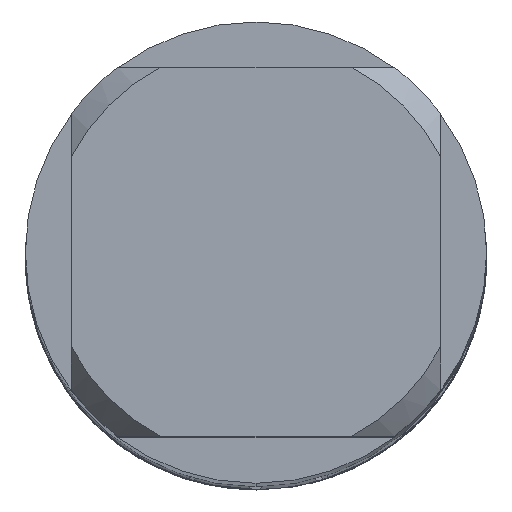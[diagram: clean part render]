
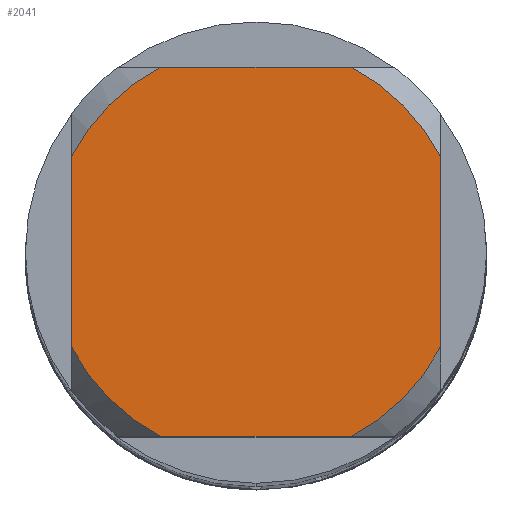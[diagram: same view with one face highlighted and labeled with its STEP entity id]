
A CAD part, top view. The second image highlights one B-rep face of the part: STEP entity #2041.
In plain terms, the highlighted planar face has unit normal (0, 0, 1).
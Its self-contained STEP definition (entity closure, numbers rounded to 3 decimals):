
#1541=EDGE_CURVE('',#3541,#2131,#4321,.T.);
#2041=ADVANCED_FACE('',(#4858),#4859,.T.);
#2091=EDGE_CURVE('',#3417,#3767,#4913,.T.);
#2131=VERTEX_POINT('',#4954);
#2235=EDGE_CURVE('',#3417,#3551,#5070,.T.);
#2263=EDGE_CURVE('',#3541,#2595,#5100,.T.);
#2269=EDGE_CURVE('',#3393,#3551,#5107,.T.);
#2357=EDGE_CURVE('',#4119,#2131,#5207,.T.);
#2595=VERTEX_POINT('',#5466);
#2805=EDGE_CURVE('',#4119,#3767,#5688,.T.);
#3059=EDGE_CURVE('',#3393,#2595,#5963,.T.);
#3393=VERTEX_POINT('',#6336);
#3417=VERTEX_POINT('',#6360);
#3541=VERTEX_POINT('',#6497);
#3551=VERTEX_POINT('',#6507);
#3767=VERTEX_POINT('',#6750);
#4119=VERTEX_POINT('',#7132);
#4321=CIRCLE('',#7496,4.5);
#4858=FACE_OUTER_BOUND('',#8668,.T.);
#4859=PLANE('',#8669);
#4913=LINE('',#8801,#8802);
#4954=CARTESIAN_POINT('',(-4.0,-2.062,0.0));
#5070=CIRCLE('',#9206,4.5);
#5100=LINE('',#9267,#9268);
#5107=LINE('',#9277,#9278);
#5207=LINE('',#9481,#9482);
#5466=CARTESIAN_POINT('',(2.062,-4.0,0.0));
#5688=CIRCLE('',#10985,4.5);
#5963=CIRCLE('',#11930,4.5);
#6336=CARTESIAN_POINT('',(4.0,-2.062,0.0));
#6360=CARTESIAN_POINT('',(2.062,4.0,0.0));
#6497=CARTESIAN_POINT('',(-2.062,-4.0,0.0));
#6507=CARTESIAN_POINT('',(4.0,2.062,0.0));
#6750=CARTESIAN_POINT('',(-2.062,4.0,0.0));
#7132=CARTESIAN_POINT('',(-4.0,2.062,0.0));
#7496=AXIS2_PLACEMENT_3D('',#15911,#15912,#15913);
#8668=EDGE_LOOP('',(#16390,#16391,#16392,#16393,#16394,#16395,#16396,#16397));
#8669=AXIS2_PLACEMENT_3D('',#16398,#16399,#16400);
#8801=CARTESIAN_POINT('',(0.0,4.0,0.0));
#8802=VECTOR('',#16454,1.0);
#9206=AXIS2_PLACEMENT_3D('',#16614,#16615,#16616);
#9267=CARTESIAN_POINT('',(0.0,-4.0,0.0));
#9268=VECTOR('',#16647,1.0);
#9277=CARTESIAN_POINT('',(4.0,1.125,0.0));
#9278=VECTOR('',#16659,1.0);
#9481=CARTESIAN_POINT('',(-4.0,1.125,0.0));
#9482=VECTOR('',#16797,1.0);
#10985=AXIS2_PLACEMENT_3D('',#17220,#17221,#17222);
#11930=AXIS2_PLACEMENT_3D('',#17578,#17579,#17580);
#15911=CARTESIAN_POINT('',(0.0,0.0,0.0));
#15912=DIRECTION('',(0.0,0.0,-1.0));
#15913=DIRECTION('',(0.0,1.0,0.0));
#16390=ORIENTED_EDGE('',*,*,#2357,.T.);
#16391=ORIENTED_EDGE('',*,*,#1541,.F.);
#16392=ORIENTED_EDGE('',*,*,#2263,.T.);
#16393=ORIENTED_EDGE('',*,*,#3059,.F.);
#16394=ORIENTED_EDGE('',*,*,#2269,.T.);
#16395=ORIENTED_EDGE('',*,*,#2235,.F.);
#16396=ORIENTED_EDGE('',*,*,#2091,.T.);
#16397=ORIENTED_EDGE('',*,*,#2805,.F.);
#16398=CARTESIAN_POINT('',(0.0,2.25,0.0));
#16399=DIRECTION('',(-0.0,0.0,1.0));
#16400=DIRECTION('',(0.0,-1.0,0.0));
#16454=DIRECTION('',(-1.0,0.0,0.0));
#16614=CARTESIAN_POINT('',(0.0,0.0,0.0));
#16615=DIRECTION('',(0.0,0.0,-1.0));
#16616=DIRECTION('',(0.0,1.0,0.0));
#16647=DIRECTION('',(1.0,0.0,0.0));
#16659=DIRECTION('',(-0.0,1.0,0.0));
#16797=DIRECTION('',(-0.0,-1.0,0.0));
#17220=CARTESIAN_POINT('',(0.0,0.0,0.0));
#17221=DIRECTION('',(0.0,0.0,-1.0));
#17222=DIRECTION('',(0.0,1.0,0.0));
#17578=CARTESIAN_POINT('',(0.0,0.0,0.0));
#17579=DIRECTION('',(0.0,0.0,-1.0));
#17580=DIRECTION('',(0.0,1.0,0.0));
